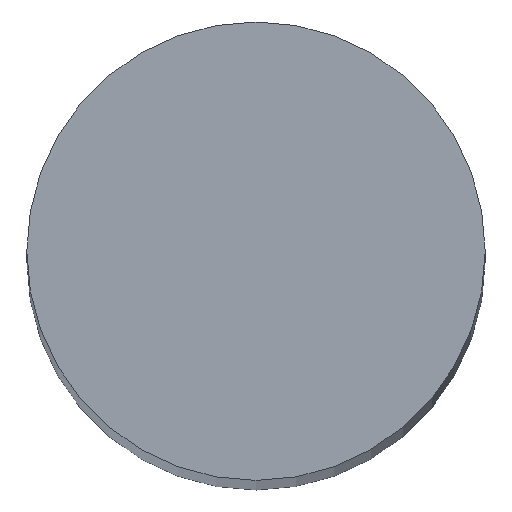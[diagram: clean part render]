
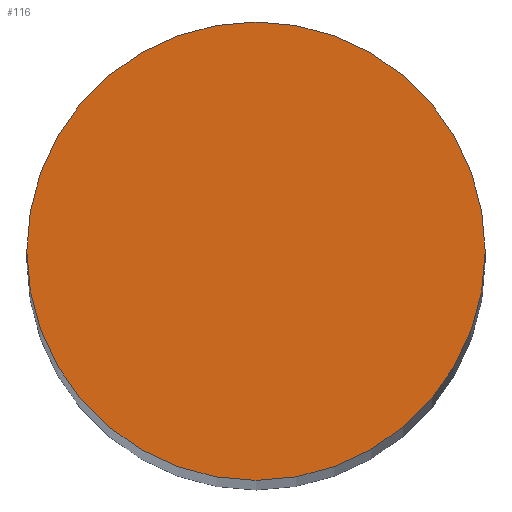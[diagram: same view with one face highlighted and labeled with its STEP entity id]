
A CAD part, top view. The second image highlights one B-rep face of the part: STEP entity #116.
In plain terms, the highlighted planar face has unit normal (0, 0, 1).
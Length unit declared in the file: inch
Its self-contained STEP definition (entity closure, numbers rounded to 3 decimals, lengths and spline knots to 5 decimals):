
#15=CARTESIAN_POINT('',(0.,0.,60.));
#16=CARTESIAN_POINT('',(0.,0.,60.));
#21=CARTESIAN_POINT('',(2.5,0.,60.));
#22=CARTESIAN_POINT('',(-2.5,0.,60.));
#24=CARTESIAN_POINT('',(0.,0.,60.));
#40=DIRECTION('',(0.,0.,1.));
#41=DIRECTION('',(1.,0.,0.));
#42=DIRECTION('',(0.,0.,1.));
#43=DIRECTION('',(-1.,0.,0.));
#48=DIRECTION('',(0.,0.,1.));
#49=DIRECTION('',(1.,0.,0.));
#70=AXIS2_PLACEMENT_3D('',#15,#40,#41);
#71=AXIS2_PLACEMENT_3D('',#16,#42,#43);
#73=AXIS2_PLACEMENT_3D('',#24,#48,#49);
#91=VERTEX_POINT('',#21);
#92=VERTEX_POINT('',#22);
#94=PLANE('',#73);
#97=ORIENTED_EDGE('',*,*,#155,.F.);
#98=ORIENTED_EDGE('',*,*,#156,.F.);
#108=EDGE_LOOP('',(#97,#98));
#112=FACE_OUTER_BOUND('',#108,.F.);
#116=ADVANCED_FACE('',(#112),#94,.T.);
#151=CIRCLE('',#70,2.5);
#152=CIRCLE('',#71,2.5);
#155=EDGE_CURVE('',#91,#92,#151,.T.);
#156=EDGE_CURVE('',#92,#91,#152,.T.);
